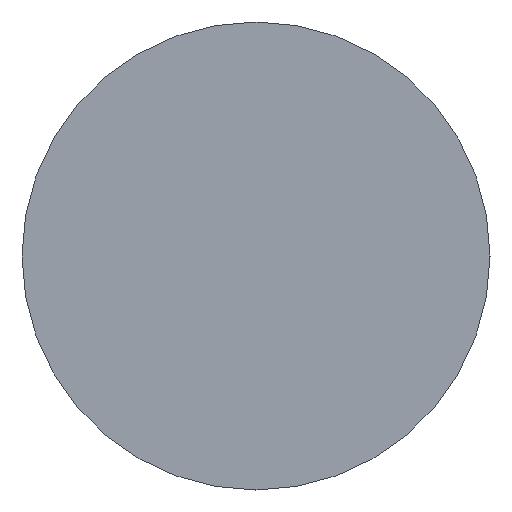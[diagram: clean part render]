
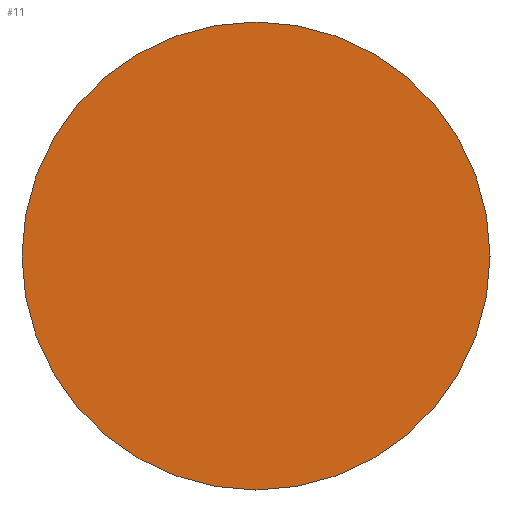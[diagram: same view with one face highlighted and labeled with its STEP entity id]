
A CAD part, left-side view. The second image highlights one B-rep face of the part: STEP entity #11.
In plain terms, the highlighted planar face has unit normal (-1, 0, 0).
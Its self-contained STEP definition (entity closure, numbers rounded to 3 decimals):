
#3 = EDGE_CURVE ( 'NONE', #24, #24, #74, .T. ) ;
#11 = ADVANCED_FACE ( 'NONE', ( #33 ), #15, .F. ) ;
#15 = PLANE ( 'NONE',  #40 ) ;
#23 = CARTESIAN_POINT ( 'NONE',  ( -268., 0., 0. ) ) ;
#24 = VERTEX_POINT ( 'NONE', #79 ) ;
#33 = FACE_OUTER_BOUND ( 'NONE', #78, .T. ) ;
#40 = AXIS2_PLACEMENT_3D ( 'NONE', #82, #43, #70 ) ;
#43 = DIRECTION ( 'NONE',  ( 1., 0., 0. ) ) ;
#50 = DIRECTION ( 'NONE',  ( 0., 0., 1. ) ) ;
#55 = ORIENTED_EDGE ( 'NONE', *, *, #3, .T. ) ;
#63 = DIRECTION ( 'NONE',  ( -1., 0., 0. ) ) ;
#70 = DIRECTION ( 'NONE',  ( 0., 0., -1. ) ) ;
#74 = CIRCLE ( 'NONE', #80, 6.35 ) ;
#78 = EDGE_LOOP ( 'NONE', ( #55 ) ) ;
#79 = CARTESIAN_POINT ( 'NONE',  ( -268., 0., 6.35 ) ) ;
#80 = AXIS2_PLACEMENT_3D ( 'NONE', #23, #63, #50 ) ;
#82 = CARTESIAN_POINT ( 'NONE',  ( -268., 6.35, 0. ) ) ;
